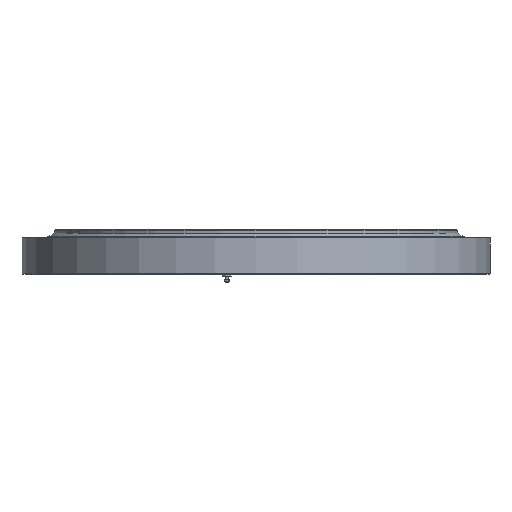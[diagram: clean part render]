
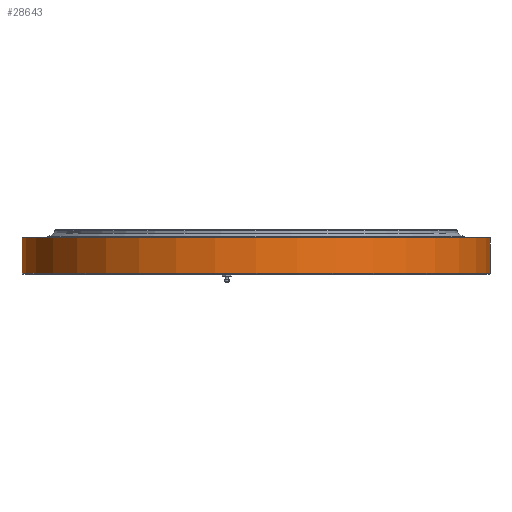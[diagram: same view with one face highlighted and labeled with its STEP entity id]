
A CAD part, front view. The second image highlights one B-rep face of the part: STEP entity #28643.
In plain terms, the highlighted cylindrical face has radius 317.5 mm (diameter 635 mm), a full revolution.
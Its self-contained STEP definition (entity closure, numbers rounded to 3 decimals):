
#1459 = DIRECTION ( 'NONE',  ( 0., 0., -1. ) ) ;
#4261 = FACE_OUTER_BOUND ( 'NONE', #24683, .T. ) ;
#7150 = AXIS2_PLACEMENT_3D ( 'NONE', #7463, #37172, #21989 ) ;
#7269 = DIRECTION ( 'NONE',  ( -1., 0., 0. ) ) ;
#7294 = ORIENTED_EDGE ( 'NONE', *, *, #9021, .T. ) ;
#7463 = CARTESIAN_POINT ( 'NONE',  ( 0., 0., 0. ) ) ;
#7489 = AXIS2_PLACEMENT_3D ( 'NONE', #32094, #16917, #37843 ) ;
#9021 = EDGE_CURVE ( 'NONE', #12802, #12802, #14739, .T. ) ;
#12024 = CARTESIAN_POINT ( 'NONE',  ( -317.5, 0., 26.5 ) ) ;
#12802 = VERTEX_POINT ( 'NONE', #14408 ) ;
#13239 = EDGE_CURVE ( 'NONE', #32806, #32806, #37827, .T. ) ;
#14408 = CARTESIAN_POINT ( 'NONE',  ( 317.5, 0., -21.5 ) ) ;
#14739 = CIRCLE ( 'NONE', #7489, 317.5 ) ;
#16917 = DIRECTION ( 'NONE',  ( 0., 0., 1. ) ) ;
#18321 = CYLINDRICAL_SURFACE ( 'NONE', #7150, 317.5 ) ;
#19648 = EDGE_LOOP ( 'NONE', ( #26794 ) ) ;
#21989 = DIRECTION ( 'NONE',  ( 1., 0., 0. ) ) ;
#24683 = EDGE_LOOP ( 'NONE', ( #7294 ) ) ;
#24827 = FACE_OUTER_BOUND ( 'NONE', #19648, .T. ) ;
#26794 = ORIENTED_EDGE ( 'NONE', *, *, #13239, .T. ) ;
#28059 = AXIS2_PLACEMENT_3D ( 'NONE', #34545, #1459, #7269 ) ;
#28643 = ADVANCED_FACE ( 'NONE', ( #24827, #4261 ), #18321, .T. ) ;
#32094 = CARTESIAN_POINT ( 'NONE',  ( 0., 0., -21.5 ) ) ;
#32806 = VERTEX_POINT ( 'NONE', #12024 ) ;
#34545 = CARTESIAN_POINT ( 'NONE',  ( 0., 0., 26.5 ) ) ;
#37172 = DIRECTION ( 'NONE',  ( 0., 0., 1. ) ) ;
#37827 = CIRCLE ( 'NONE', #28059, 317.5 ) ;
#37843 = DIRECTION ( 'NONE',  ( 1., 0., 0. ) ) ;
